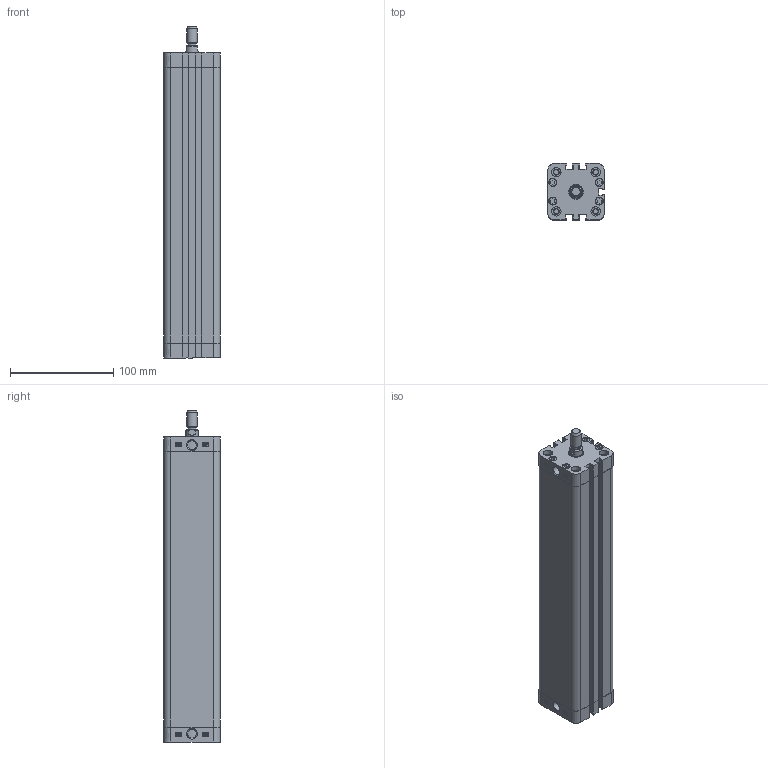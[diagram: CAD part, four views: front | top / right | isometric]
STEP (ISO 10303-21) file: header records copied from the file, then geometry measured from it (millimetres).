
FILE_DESCRIPTION((''),'2;1');
FILE_NAME('PDM040.250.GS.M.stp','2014-01-15T11:17:33',('carlo.corazza'),(''),'Autodesk Inventor 2012','Autodesk Inventor 2012','');
FILE_SCHEMA(('AUTOMOTIVE_DESIGN { 1 0 10303 214 1 1 1 1 }'));
Length unit declared in the file: millimetre
Products named in the file (5): PDM040..GS.M; TP; STELO-250; TA; CORPO-250
Assembly tree (4 placements, depth 2):
  PDM040..GS.M
    TP
    STELO-250
    TA
    CORPO-250
Bounding box: 54.8 x 54.8 x 321 mm (x, y, z)
Volume: 507895.9 mm3; surface area: 142630.8 mm2
Topology: 4 solids, 12 shells, 704 faces, 1779 edges, 1166 vertices
Faces by surface type: plane 351, cylinder 186, bspline 90, torus 45, cone 32
Full cylindrical faces by diameter (mm): 4.917 x1, 5.2 x8, 7.5 x8, 7.7 x8, 7.9 x1, 8.566 x2, 9 x9, 10 x1, 12 x1, 12.54 x1, 13.7 x1, 14 x1, 16.5 x1, 40 x1
Entity records: 22436 total; most frequent: CARTESIAN_POINT 5292, ORIENTED_EDGE 3350, DIRECTION 3162, EDGE_CURVE 1675, VERTEX_POINT 1151, AXIS2_PLACEMENT_3D 1072, VECTOR 1018, LINE 1018
